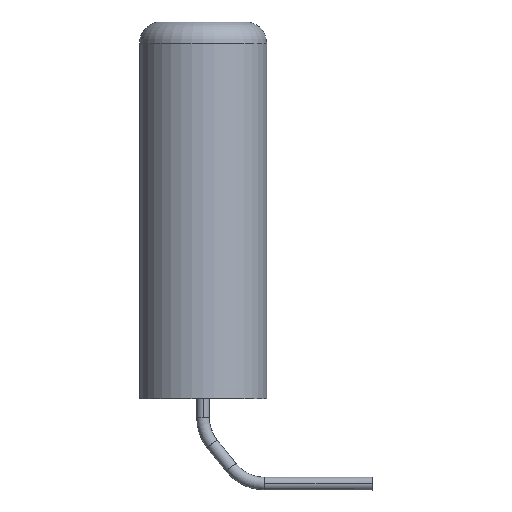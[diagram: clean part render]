
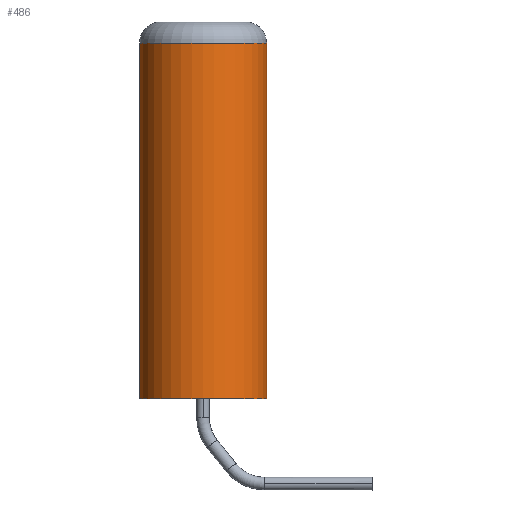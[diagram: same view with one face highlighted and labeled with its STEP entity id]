
A CAD part, left-side view. The second image highlights one B-rep face of the part: STEP entity #486.
In plain terms, the highlighted cylindrical face has radius 1.5 mm (diameter 3 mm), a partial arc.
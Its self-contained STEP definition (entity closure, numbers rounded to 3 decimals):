
#31 = AXIS2_PLACEMENT_3D ( 'NONE', #245, #244, #243 ) ;
#32 = AXIS2_PLACEMENT_3D ( 'NONE', #249, #248, #247 ) ;
#90 = CARTESIAN_POINT ( 'NONE',  ( 0., 3., 2. ) ) ;
#100 = CARTESIAN_POINT ( 'NONE',  ( 0., 0., 2. ) ) ;
#140 = CARTESIAN_POINT ( 'NONE',  ( 0., 0., 10.4 ) ) ;
#142 = CARTESIAN_POINT ( 'NONE',  ( 0., 3., 10.4 ) ) ;
#243 = DIRECTION ( 'NONE',  ( 0., 1., 0. ) ) ;
#244 = DIRECTION ( 'NONE',  ( 0., 0., -1. ) ) ;
#245 = CARTESIAN_POINT ( 'NONE',  ( 0., 1.5, 2. ) ) ;
#247 = DIRECTION ( 'NONE',  ( 0., 1., 0. ) ) ;
#248 = DIRECTION ( 'NONE',  ( 0., 0., -1. ) ) ;
#249 = CARTESIAN_POINT ( 'NONE',  ( 0., 1.5, 10.4 ) ) ;
#268 = CARTESIAN_POINT ( 'NONE',  ( 0., 3., 2.2 ) ) ;
#269 = DIRECTION ( 'NONE',  ( 0., 0., -1. ) ) ;
#270 = DIRECTION ( 'NONE',  ( 0., 0., -1. ) ) ;
#275 = CARTESIAN_POINT ( 'NONE',  ( 0., 0., 2.2 ) ) ;
#318 = DIRECTION ( 'NONE',  ( 0., 1., 0. ) ) ;
#320 = DIRECTION ( 'NONE',  ( 0., 0., -1. ) ) ;
#325 = CARTESIAN_POINT ( 'NONE',  ( 0., 1.5, 2.2 ) ) ;
#486 = ADVANCED_FACE ( 'NONE', ( #629 ), #617, .T. ) ;
#551 = EDGE_CURVE ( 'NONE', #800, #1003, #749, .T. ) ;
#553 = EDGE_CURVE ( 'NONE', #798, #1013, #745, .T. ) ;
#559 = EDGE_CURVE ( 'NONE', #800, #798, #734, .T. ) ;
#560 = EDGE_CURVE ( 'NONE', #1003, #1013, #732, .T. ) ;
#578 = AXIS2_PLACEMENT_3D ( 'NONE', #325, #320, #318 ) ;
#617 = CYLINDRICAL_SURFACE ( 'NONE', #578, 1.5 ) ;
#629 = FACE_OUTER_BOUND ( 'NONE', #886, .T. ) ;
#732 = CIRCLE ( 'NONE', #31, 1.5 ) ;
#734 = CIRCLE ( 'NONE', #32, 1.5 ) ;
#738 = VECTOR ( 'NONE', #270, 1000. ) ;
#741 = VECTOR ( 'NONE', #269, 1000. ) ;
#745 = LINE ( 'NONE', #268, #738 ) ;
#749 = LINE ( 'NONE', #275, #741 ) ;
#798 = VERTEX_POINT ( 'NONE', #142 ) ;
#800 = VERTEX_POINT ( 'NONE', #140 ) ;
#848 = ORIENTED_EDGE ( 'NONE', *, *, #551, .F. ) ;
#860 = ORIENTED_EDGE ( 'NONE', *, *, #559, .T. ) ;
#862 = ORIENTED_EDGE ( 'NONE', *, *, #553, .T. ) ;
#886 = EDGE_LOOP ( 'NONE', ( #848, #860, #862, #990 ) ) ;
#990 = ORIENTED_EDGE ( 'NONE', *, *, #560, .F. ) ;
#1003 = VERTEX_POINT ( 'NONE', #100 ) ;
#1013 = VERTEX_POINT ( 'NONE', #90 ) ;
